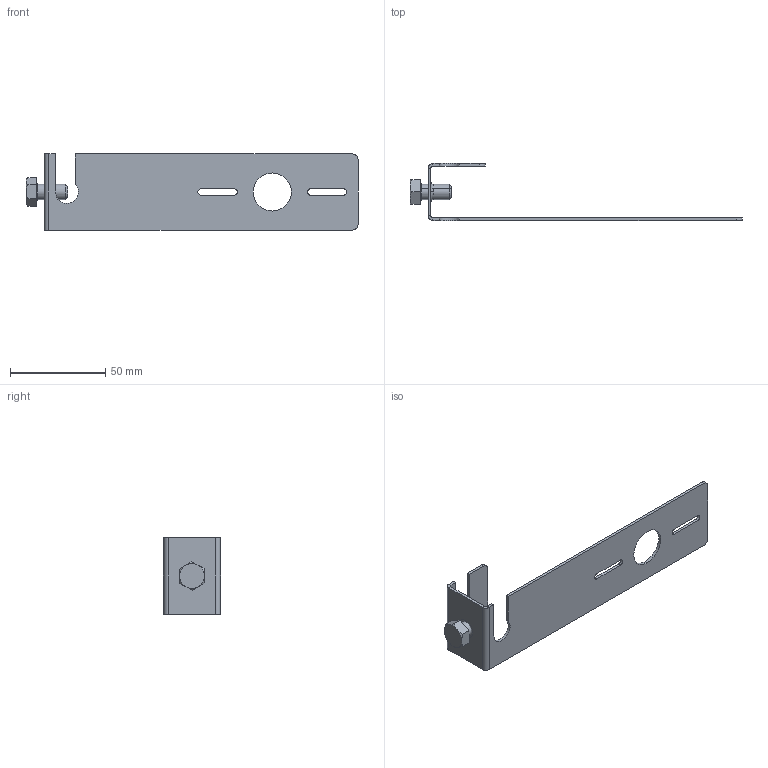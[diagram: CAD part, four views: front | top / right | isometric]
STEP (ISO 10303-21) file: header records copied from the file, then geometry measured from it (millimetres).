
FILE_DESCRIPTION (( 'STEP AP203' ), '1' );
FILE_NAME ('01-01-3417.STEP', '2013-05-06T06:40:33', ( 'asennus' ), ( '' ), 'SwSTEP 2.0', 'SolidWorks 2013', '' );
FILE_SCHEMA (( 'CONFIG_CONTROL_DESIGN' ));
Length unit declared in the file: millimetre
Products named in the file (1): 01-01-3417
Bounding box: 174.5 x 30 x 40 mm (x, y, z)
Volume: 13344 mm3; surface area: 17737.6 mm2
Topology: 2 solids, 2 shells, 71 faces, 168 edges, 104 vertices
Faces by surface type: plane 39, cylinder 20, cone 8, torus 4
Entity records: 2173 total; most frequent: CARTESIAN_POINT 420, DIRECTION 360, ORIENTED_EDGE 336, EDGE_CURVE 168, AXIS2_PLACEMENT_3D 132, VERTEX_POINT 104, VECTOR 96, LINE 96
